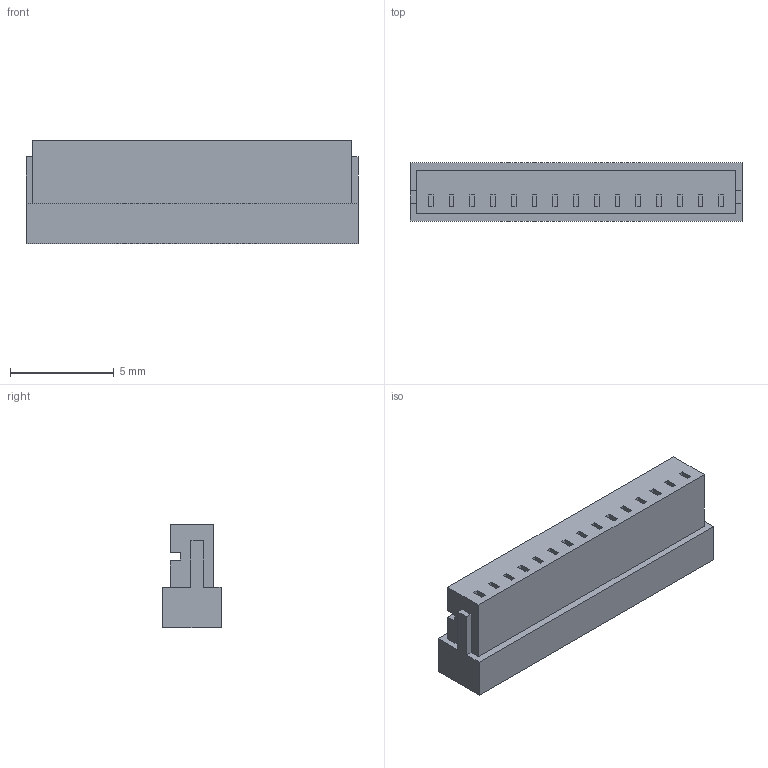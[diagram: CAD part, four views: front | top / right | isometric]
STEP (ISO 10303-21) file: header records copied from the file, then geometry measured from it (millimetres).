
FILE_DESCRIPTION (( 'STEP AP214' ), '1' );
FILE_NAME ('SHR-15V-S.STEP', '2013-08-08T06:27:18', ( ' ' ), ( ' ' ), 'SwSTEP 2.0', 'SolidWorks 2005235', '' );
FILE_SCHEMA (( 'AUTOMOTIVE_DESIGN' ));
Length unit declared in the file: millimetre
Products named in the file (1): SHR-15V-S
Bounding box: 16 x 2.8 x 5 mm (x, y, z)
Volume: 164.2 mm3; surface area: 365.5 mm2
Topology: 1 solids, 1 shells, 172 faces, 420 edges, 280 vertices
Faces by surface type: plane 172
Entity records: 6859 total; most frequent: CARTESIAN_POINT 873, ORIENTED_EDGE 840, DIRECTION 766, EDGE_CURVE 420, VECTOR 420, LINE 420, VERTEX_POINT 280, EDGE_LOOP 202
